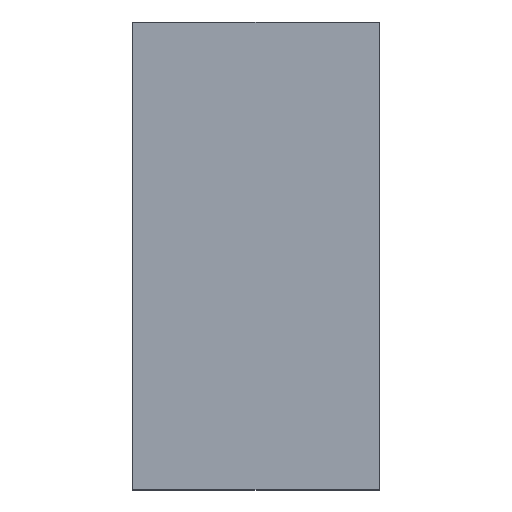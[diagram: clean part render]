
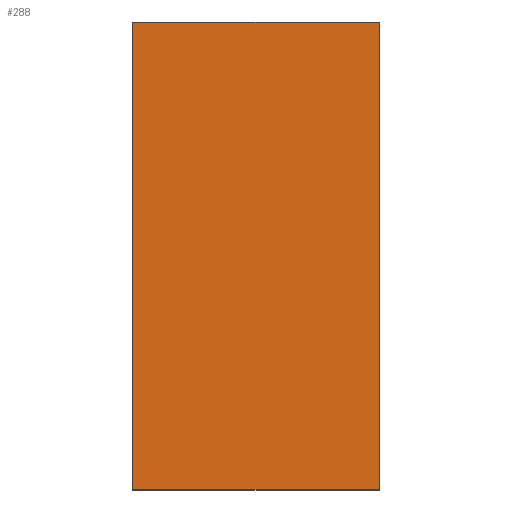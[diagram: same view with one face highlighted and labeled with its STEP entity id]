
A CAD part, top view. The second image highlights one B-rep face of the part: STEP entity #288.
In plain terms, the highlighted planar face has unit normal (0, 0, 1).
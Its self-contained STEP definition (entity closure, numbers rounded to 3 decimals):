
#42 = DIRECTION ( 'NONE',  ( 0., -1., 0. ) ) ;
#76 = DIRECTION ( 'NONE',  ( 1., 0., 0. ) ) ;
#80 = DIRECTION ( 'NONE',  ( 0., 0., -1. ) ) ;
#83 = LINE ( 'NONE', #636, #569 ) ;
#105 = CARTESIAN_POINT ( 'NONE',  ( -25., 47.5, 0. ) ) ;
#122 = ORIENTED_EDGE ( 'NONE', *, *, #371, .T. ) ;
#142 = DIRECTION ( 'NONE',  ( -1., 0., 0. ) ) ;
#160 = AXIS2_PLACEMENT_3D ( 'NONE', #759, #80, #263 ) ;
#175 = LINE ( 'NONE', #661, #400 ) ;
#224 = EDGE_LOOP ( 'NONE', ( #523, #682, #122, #737 ) ) ;
#253 = EDGE_CURVE ( 'NONE', #528, #425, #777, .T. ) ;
#263 = DIRECTION ( 'NONE',  ( -1., 0., 0. ) ) ;
#288 = ADVANCED_FACE ( 'NONE', ( #510 ), #331, .F. ) ;
#331 = PLANE ( 'NONE',  #160 ) ;
#352 = LINE ( 'NONE', #670, #545 ) ;
#371 = EDGE_CURVE ( 'NONE', #425, #730, #352, .T. ) ;
#383 = CARTESIAN_POINT ( 'NONE',  ( -25., 47.5, 0. ) ) ;
#400 = VECTOR ( 'NONE', #673, 1000. ) ;
#407 = VECTOR ( 'NONE', #142, 1000. ) ;
#425 = VERTEX_POINT ( 'NONE', #105 ) ;
#466 = EDGE_CURVE ( 'NONE', #733, #528, #175, .T. ) ;
#510 = FACE_OUTER_BOUND ( 'NONE', #224, .T. ) ;
#523 = ORIENTED_EDGE ( 'NONE', *, *, #466, .T. ) ;
#528 = VERTEX_POINT ( 'NONE', #685 ) ;
#545 = VECTOR ( 'NONE', #42, 1000. ) ;
#569 = VECTOR ( 'NONE', #76, 1000. ) ;
#626 = EDGE_CURVE ( 'NONE', #730, #733, #83, .T. ) ;
#636 = CARTESIAN_POINT ( 'NONE',  ( -25., -47.5, 0. ) ) ;
#655 = CARTESIAN_POINT ( 'NONE',  ( -25., -47.5, 0. ) ) ;
#661 = CARTESIAN_POINT ( 'NONE',  ( 25., -47.5, 0. ) ) ;
#669 = CARTESIAN_POINT ( 'NONE',  ( 25., -47.5, 0. ) ) ;
#670 = CARTESIAN_POINT ( 'NONE',  ( -25., -47.5, 0. ) ) ;
#673 = DIRECTION ( 'NONE',  ( 0., 1., 0. ) ) ;
#682 = ORIENTED_EDGE ( 'NONE', *, *, #253, .T. ) ;
#685 = CARTESIAN_POINT ( 'NONE',  ( 25., 47.5, 0. ) ) ;
#730 = VERTEX_POINT ( 'NONE', #655 ) ;
#733 = VERTEX_POINT ( 'NONE', #669 ) ;
#737 = ORIENTED_EDGE ( 'NONE', *, *, #626, .T. ) ;
#759 = CARTESIAN_POINT ( 'NONE',  ( 0., 0., 0. ) ) ;
#777 = LINE ( 'NONE', #383, #407 ) ;
